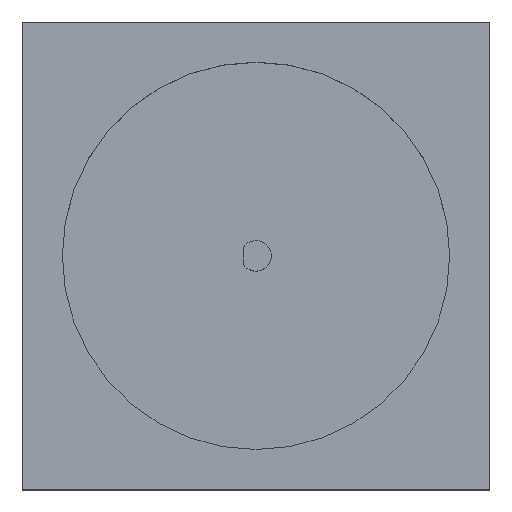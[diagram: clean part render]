
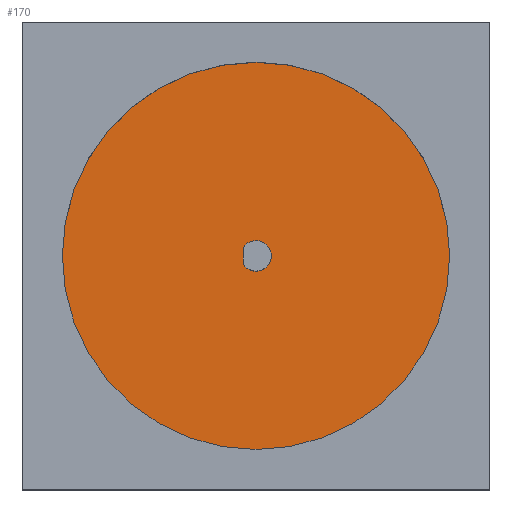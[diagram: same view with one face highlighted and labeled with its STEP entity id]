
A CAD part, top view. The second image highlights one B-rep face of the part: STEP entity #170.
In plain terms, the highlighted planar face has unit normal (0, 0, 1).
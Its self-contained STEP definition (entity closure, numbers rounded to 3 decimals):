
#15=FACE_BOUND('',#41,.T.);
#18=PLANE('',#199);
#29=FACE_OUTER_BOUND('',#40,.T.);
#40=EDGE_LOOP('',(#135));
#41=EDGE_LOOP('',(#136,#137));
#54=LINE('',#274,#71);
#71=VECTOR('',#227,10.);
#85=CIRCLE('',#194,19.05);
#87=CIRCLE('',#197,1.5);
#89=VERTEX_POINT('',#260);
#92=VERTEX_POINT('',#267);
#93=VERTEX_POINT('',#269);
#104=EDGE_CURVE('',#89,#89,#85,.T.);
#107=EDGE_CURVE('',#92,#93,#87,.T.);
#110=EDGE_CURVE('',#93,#92,#54,.T.);
#135=ORIENTED_EDGE('',*,*,#104,.F.);
#136=ORIENTED_EDGE('',*,*,#110,.F.);
#137=ORIENTED_EDGE('',*,*,#107,.F.);
#170=ADVANCED_FACE('',(#29,#15),#18,.T.);
#194=AXIS2_PLACEMENT_3D('',#262,#214,#215);
#197=AXIS2_PLACEMENT_3D('',#270,#221,#222);
#199=AXIS2_PLACEMENT_3D('',#275,#228,#229);
#214=DIRECTION('center_axis',(0.,0.,-1.));
#215=DIRECTION('ref_axis',(1.,0.,0.));
#221=DIRECTION('center_axis',(0.,0.,1.));
#222=DIRECTION('ref_axis',(1.,0.,0.));
#227=DIRECTION('',(0.,-1.,0.));
#228=DIRECTION('center_axis',(0.,0.,1.));
#229=DIRECTION('ref_axis',(1.,0.,0.));
#260=CARTESIAN_POINT('',(-19.05,0.,-9.));
#262=CARTESIAN_POINT('Origin',(0.,0.,-9.));
#267=CARTESIAN_POINT('',(-1.25,-0.829,-9.));
#269=CARTESIAN_POINT('',(-1.25,0.829,-9.));
#270=CARTESIAN_POINT('Origin',(0.,0.,-9.));
#274=CARTESIAN_POINT('',(-1.25,0.829,-9.));
#275=CARTESIAN_POINT('Origin',(0.,0.191,
-9.));
